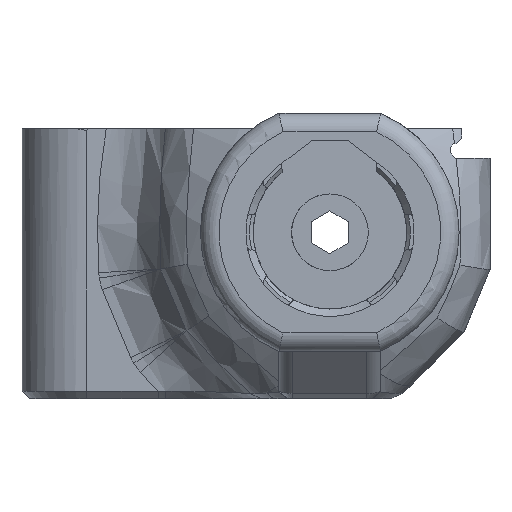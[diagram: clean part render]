
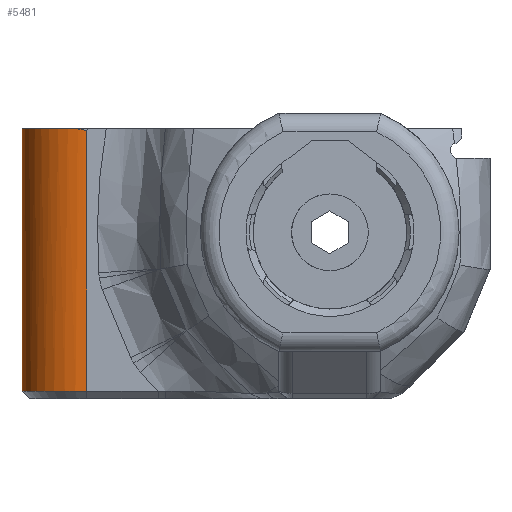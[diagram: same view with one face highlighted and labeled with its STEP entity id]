
A CAD part, front view. The second image highlights one B-rep face of the part: STEP entity #5481.
In plain terms, the highlighted cylindrical face has radius 3.5 mm (diameter 7 mm), a partial arc.
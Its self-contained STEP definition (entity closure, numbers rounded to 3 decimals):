
#413=ELLIPSE('',#5835,3.569,3.5);
#421=CIRCLE('',#5741,3.5);
#452=CIRCLE('',#5820,3.5);
#617=CYLINDRICAL_SURFACE('',#5834,3.5);
#764=FACE_OUTER_BOUND('',#1099,.T.);
#1099=EDGE_LOOP('',(#3965,#3966,#3967,#3968,#3969));
#1447=LINE('',#7706,#1849);
#1543=LINE('',#8717,#1945);
#1849=VECTOR('',#6335,10.);
#1945=VECTOR('',#6559,10.);
#2182=VERTEX_POINT('',#7489);
#2183=VERTEX_POINT('',#7491);
#2258=VERTEX_POINT('',#7704);
#2328=VERTEX_POINT('',#8124);
#2363=VERTEX_POINT('',#8716);
#2721=EDGE_CURVE('',#2183,#2182,#421,.T.);
#2812=EDGE_CURVE('',#2182,#2258,#1447,.T.);
#2910=EDGE_CURVE('',#2328,#2258,#452,.T.);
#2978=EDGE_CURVE('',#2328,#2363,#1543,.T.);
#2979=EDGE_CURVE('',#2363,#2183,#413,.T.);
#3965=ORIENTED_EDGE('',*,*,#2910,.F.);
#3966=ORIENTED_EDGE('',*,*,#2978,.T.);
#3967=ORIENTED_EDGE('',*,*,#2979,.T.);
#3968=ORIENTED_EDGE('',*,*,#2721,.T.);
#3969=ORIENTED_EDGE('',*,*,#2812,.T.);
#5481=ADVANCED_FACE('',(#764),#617,.T.);
#5741=AXIS2_PLACEMENT_3D('',#7492,#6208,#6209);
#5820=AXIS2_PLACEMENT_3D('',#8126,#6502,#6503);
#5834=AXIS2_PLACEMENT_3D('',#8715,#6557,#6558);
#5835=AXIS2_PLACEMENT_3D('',#8718,#6560,#6561);
#6208=DIRECTION('center_axis',(0.,0.,-1.));
#6209=DIRECTION('ref_axis',(-0.707,-0.707,0.));
#6335=DIRECTION('',(0.,0.,-1.));
#6502=DIRECTION('center_axis',(0.,0.,-1.));
#6503=DIRECTION('ref_axis',(-0.707,-0.707,0.));
#6557=DIRECTION('center_axis',(0.,0.,-1.));
#6558=DIRECTION('ref_axis',(-0.707,-0.707,0.));
#6559=DIRECTION('',(0.,0.,1.));
#6560=DIRECTION('center_axis',(-0.195,0.,
-0.981));
#6561=DIRECTION('ref_axis',(-0.981,0.,0.195));
#7489=CARTESIAN_POINT('',(-16.656,2.572,5.6));
#7491=CARTESIAN_POINT('',(-13.642,-0.894,5.6));
#7492=CARTESIAN_POINT('Origin',(-13.156,2.572,5.6));
#7704=CARTESIAN_POINT('',(-16.656,2.572,-8.6));
#7706=CARTESIAN_POINT('',(-16.656,2.572,-4.5));
#8124=CARTESIAN_POINT('',(-13.156,-0.928,-8.6));
#8126=CARTESIAN_POINT('Origin',(-13.156,2.572,-8.6));
#8715=CARTESIAN_POINT('Origin',(-13.156,2.572,-4.5));
#8716=CARTESIAN_POINT('',(-13.156,-0.928,5.504));
#8717=CARTESIAN_POINT('',(-13.156,-0.928,-4.5));
#8718=CARTESIAN_POINT('Origin',(-13.156,2.572,5.504));
